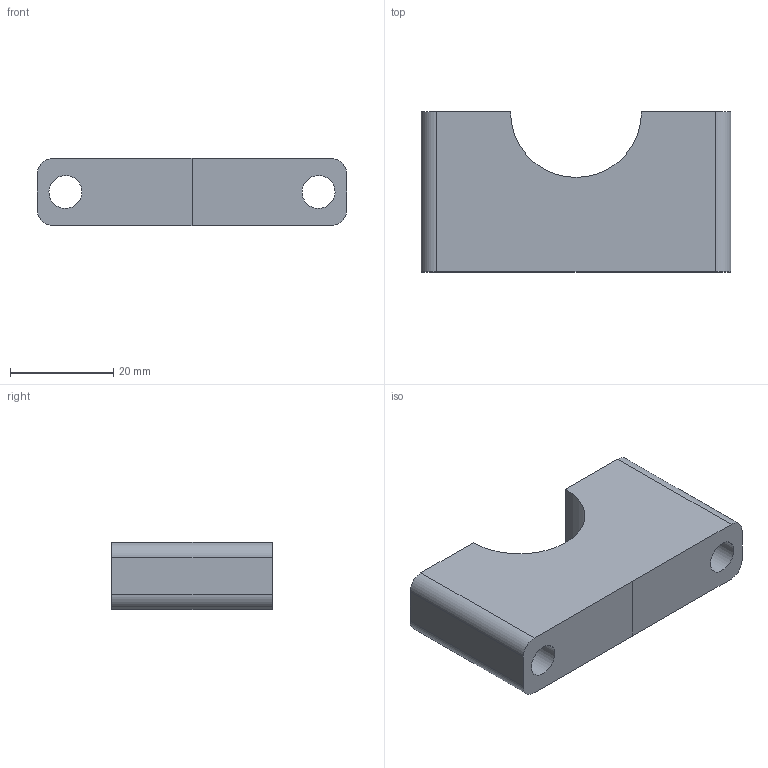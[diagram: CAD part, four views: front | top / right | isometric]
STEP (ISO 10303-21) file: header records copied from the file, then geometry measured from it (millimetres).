
FILE_DESCRIPTION(('CATIA V5 STEP Exchange'),'2;1');
FILE_NAME('ST_04002 (Half Moon below).stp','2022-11-15T18:08:25+00:00',('none'),('none'),'CATIA Version 5 Release 19 SP 2 (IN-10)','CATIA V5 STEP AP203','none');
FILE_SCHEMA(('CONFIG_CONTROL_DESIGN'));
Length unit declared in the file: millimetre
Products named in the file (1): ST_04002
Bounding box: 60 x 31.03 x 13 mm (x, y, z)
Volume: 18673.6 mm3; surface area: 6716 mm2
Topology: 1 solids, 1 shells, 17 faces, 45 edges, 30 vertices
Faces by surface type: cylinder 9, plane 8
Entity records: 549 total; most frequent: ORIENTED_EDGE 90, CARTESIAN_POINT 89, DIRECTION 71, EDGE_CURVE 45, AXIS2_PLACEMENT_3D 32, VERTEX_POINT 30, VECTOR 27, LINE 27
